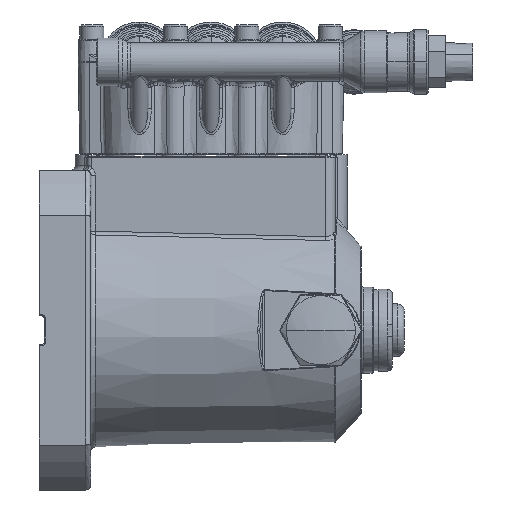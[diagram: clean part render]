
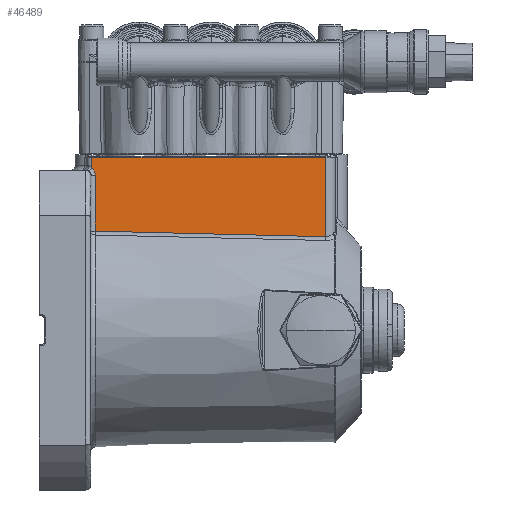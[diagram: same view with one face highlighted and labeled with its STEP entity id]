
A CAD part, front view. The second image highlights one B-rep face of the part: STEP entity #46489.
In plain terms, the highlighted planar face has unit normal (0, -1, 0).
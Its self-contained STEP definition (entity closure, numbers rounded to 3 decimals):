
#129 = VERTEX_POINT ( 'NONE', #33411 ) ;
#2040 = CARTESIAN_POINT ( 'NONE',  ( 0.925, -1.083, 2.571 ) ) ;
#2285 = VERTEX_POINT ( 'NONE', #2512 ) ;
#2512 = CARTESIAN_POINT ( 'NONE',  ( 0.925, -1.083, 2.559 ) ) ;
#6181 = ORIENTED_EDGE ( 'NONE', *, *, #23462, .F. ) ;
#10312 = CARTESIAN_POINT ( 'NONE',  ( 0.922, -1.083, 2.588 ) ) ;
#11181 = ORIENTED_EDGE ( 'NONE', *, *, #74520, .F. ) ;
#12275 = LINE ( 'NONE', #72893, #53097 ) ;
#12981 = ORIENTED_EDGE ( 'NONE', *, *, #47550, .F. ) ;
#14756 = FACE_OUTER_BOUND ( 'NONE', #31515, .T. ) ;
#15263 = PLANE ( 'NONE',  #50432 ) ;
#17315 = B_SPLINE_CURVE_WITH_KNOTS ( 'NONE', 3,
 ( #20010, #76790, #84966, #28203 ),
 .UNSPECIFIED., .F., .F.,
 ( 4, 4 ),
 ( 0., 0.097 ),
 .UNSPECIFIED. ) ;
#18535 = CARTESIAN_POINT ( 'NONE',  ( 0.914, -1.083, 2.617 ) ) ;
#20010 = CARTESIAN_POINT ( 'NONE',  ( 4.724, -1.083, 1.544 ) ) ;
#20610 = ORIENTED_EDGE ( 'NONE', *, *, #101223, .F. ) ;
#23462 = EDGE_CURVE ( 'NONE', #2285, #30021, #56790, .T. ) ;
#26380 = CARTESIAN_POINT ( 'NONE',  ( 0.925, -1.083, 2.559 ) ) ;
#26730 = CARTESIAN_POINT ( 'NONE',  ( 0.898, -1.083, 2.648 ) ) ;
#26814 = VERTEX_POINT ( 'NONE', #59096 ) ;
#28203 = CARTESIAN_POINT ( 'NONE',  ( 0.925, -1.083, 1.636 ) ) ;
#30021 = VERTEX_POINT ( 'NONE', #81567 ) ;
#30288 = VECTOR ( 'NONE', #101061, 39.37 ) ;
#31515 = EDGE_LOOP ( 'NONE', ( #12981, #6181, #11181, #39693, #20610, #39529 ) ) ;
#33411 = CARTESIAN_POINT ( 'NONE',  ( 4.724, -1.083, 2.854 ) ) ;
#34190 = CARTESIAN_POINT ( 'NONE',  ( 0.925, -1.083, 2.565 ) ) ;
#34904 = CARTESIAN_POINT ( 'NONE',  ( 0.875, -1.083, 2.674 ) ) ;
#36285 = DIRECTION ( 'NONE',  ( 0., 0., 1. ) ) ;
#39529 = ORIENTED_EDGE ( 'NONE', *, *, #56230, .F. ) ;
#39693 = ORIENTED_EDGE ( 'NONE', *, *, #40609, .F. ) ;
#39873 = DIRECTION ( 'NONE',  ( 0., -1., 0. ) ) ;
#40609 = EDGE_CURVE ( 'NONE', #100953, #60400, #17315, .T. ) ;
#43861 = CARTESIAN_POINT ( 'NONE',  ( 4.724, -1.083, -19685.039 ) ) ;
#46489 = ADVANCED_FACE ( 'NONE', ( #14756 ), #15263, .T. ) ;
#47550 = EDGE_CURVE ( 'NONE', #30021, #26814, #54094, .T. ) ;
#50432 = AXIS2_PLACEMENT_3D ( 'NONE', #55568, #39873, #97048 ) ;
#53097 = VECTOR ( 'NONE', #97915, 39.37 ) ;
#54094 = LINE ( 'NONE', #84258, #56610 ) ;
#55568 = CARTESIAN_POINT ( 'NONE',  ( 0.787, -1.083, -19685.039 ) ) ;
#56230 = EDGE_CURVE ( 'NONE', #26814, #129, #12275, .T. ) ;
#56544 = VECTOR ( 'NONE', #36285, 39.37 ) ;
#56610 = VECTOR ( 'NONE', #59604, 39.37 ) ;
#56790 = B_SPLINE_CURVE_WITH_KNOTS ( 'NONE', 3,
 ( #26380, #34190, #2040, #59176, #10312, #67383, #18535, #75618, #26730, #83823, #34904, #92030 ),
 .UNSPECIFIED., .F., .F.,
 ( 4, 2, 2, 2, 2, 4 ),
 ( 0., 0., 0.001, 0.002, 0.003, 0.004 ),
 .UNSPECIFIED. ) ;
#59096 = CARTESIAN_POINT ( 'NONE',  ( 0.866, -1.083, 2.854 ) ) ;
#59176 = CARTESIAN_POINT ( 'NONE',  ( 0.923, -1.083, 2.582 ) ) ;
#59440 = CARTESIAN_POINT ( 'NONE',  ( 0.925, -1.083, 1.636 ) ) ;
#59604 = DIRECTION ( 'NONE',  ( 0., 0., 1. ) ) ;
#60400 = VERTEX_POINT ( 'NONE', #59440 ) ;
#67383 = CARTESIAN_POINT ( 'NONE',  ( 0.918, -1.083, 2.605 ) ) ;
#72893 = CARTESIAN_POINT ( 'NONE',  ( 0.787, -1.083, 2.854 ) ) ;
#74520 = EDGE_CURVE ( 'NONE', #60400, #2285, #102633, .T. ) ;
#75618 = CARTESIAN_POINT ( 'NONE',  ( 0.904, -1.083, 2.638 ) ) ;
#76324 = LINE ( 'NONE', #43861, #30288 ) ;
#76790 = CARTESIAN_POINT ( 'NONE',  ( 3.458, -1.083, 1.575 ) ) ;
#77260 = CARTESIAN_POINT ( 'NONE',  ( 4.724, -1.083, 1.544 ) ) ;
#81567 = CARTESIAN_POINT ( 'NONE',  ( 0.866, -1.083, 2.681 ) ) ;
#83823 = CARTESIAN_POINT ( 'NONE',  ( 0.883, -1.083, 2.666 ) ) ;
#84258 = CARTESIAN_POINT ( 'NONE',  ( 0.866, -1.083, -19685.039 ) ) ;
#84966 = CARTESIAN_POINT ( 'NONE',  ( 2.192, -1.083, 1.606 ) ) ;
#85209 = CARTESIAN_POINT ( 'NONE',  ( 0.925, -1.083, 2.638 ) ) ;
#92030 = CARTESIAN_POINT ( 'NONE',  ( 0.866, -1.083, 2.681 ) ) ;
#97048 = DIRECTION ( 'NONE',  ( 0., 0., 1. ) ) ;
#97915 = DIRECTION ( 'NONE',  ( 1., 0., 0. ) ) ;
#100953 = VERTEX_POINT ( 'NONE', #77260 ) ;
#101061 = DIRECTION ( 'NONE',  ( 0., 0., -1. ) ) ;
#101223 = EDGE_CURVE ( 'NONE', #129, #100953, #76324, .T. ) ;
#102633 = LINE ( 'NONE', #85209, #56544 ) ;
